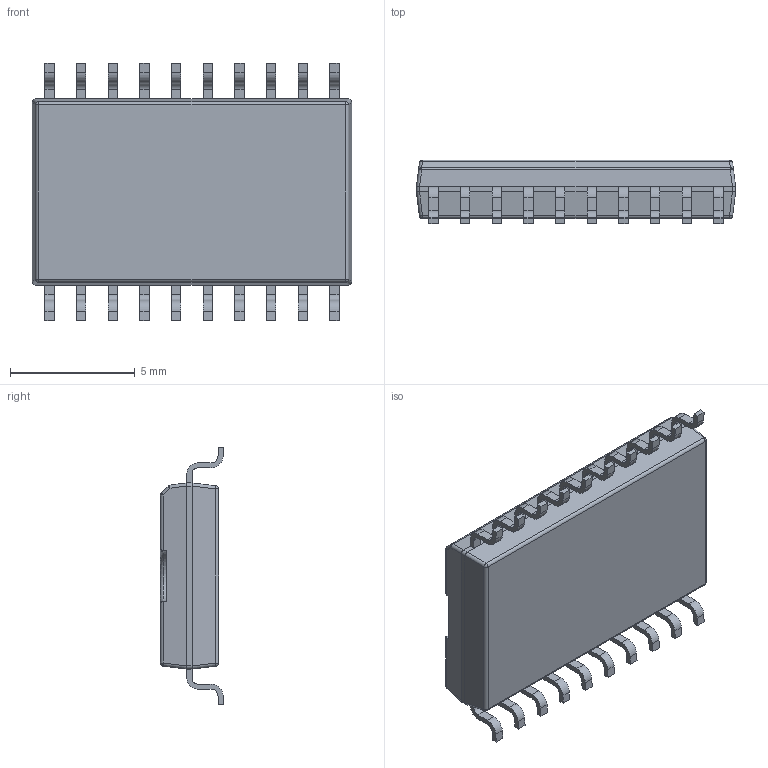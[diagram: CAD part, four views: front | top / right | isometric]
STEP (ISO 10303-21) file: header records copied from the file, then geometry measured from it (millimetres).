
FILE_DESCRIPTION((''),'2;1');
FILE_NAME('M20B_ASM','2012-02-09T',('CKXSSC'),(''),'PRO/ENGINEER BY PARAMETRIC TECHNOLOGY CORPORATION, 2011220','PRO/ENGINEER BY PARAMETRIC TECHNOLOGY CORPORATION, 2011220','');
FILE_SCHEMA(('AUTOMOTIVE_DESIGN_CC2 { 1 2 10303 214 -1 1 5 2 }'));
Length unit declared in the file: inch
Products named in the file (3): BODY_M20B; LEAD_M20B; M20B_ASM
Assembly tree (21 placements, depth 2):
  M20B_ASM
    BODY_M20B
    LEAD_M20B  x20
Bounding box: 12.8 x 2.54 x 10.33 mm (x, y, z)
Volume: 219.9 mm3; surface area: 327.4 mm2
Topology: 21 solids, 21 shells, 335 faces, 838 edges, 538 vertices
Faces by surface type: plane 217, cylinder 107, sphere 10, torus 1
Entity records: 2562 total; most frequent: CARTESIAN_POINT 407, DIRECTION 363, ORIENTED_EDGE 292, PRESENTATION_STYLE_ASSIGNMENT 148, STYLED_ITEM 148, CURVE_STYLE 146, EDGE_CURVE 146, AXIS2_PLACEMENT_3D 138
